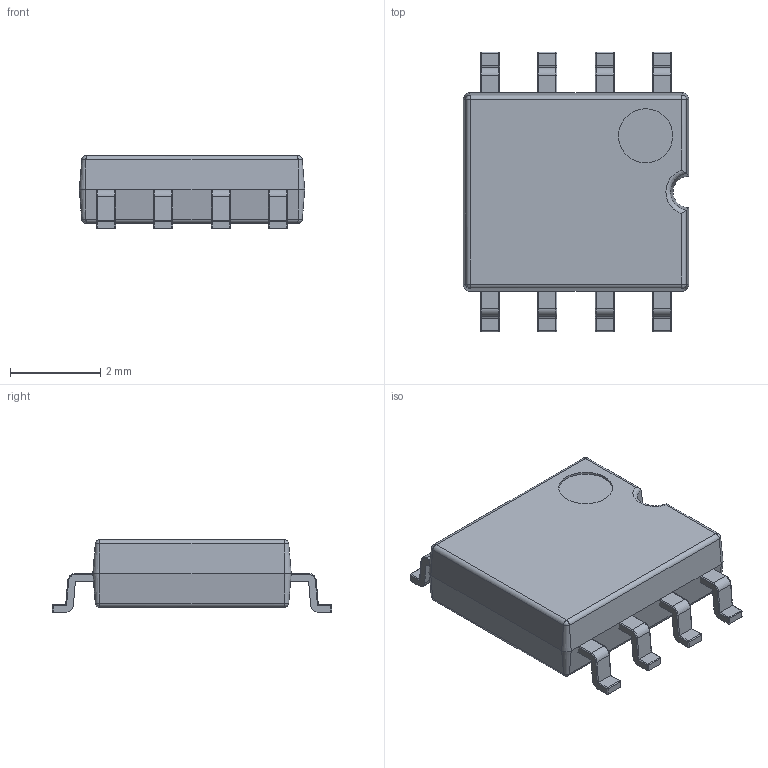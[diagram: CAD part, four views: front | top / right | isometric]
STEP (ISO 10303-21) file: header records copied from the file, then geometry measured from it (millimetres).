
FILE_DESCRIPTION(('STEP AP214'),'1');
FILE_NAME('70521819.stp','2018-08-03T18:07:33',('TraceParts'),('TraceParts S.A.'),'Spatial InterOp 3D',' ',' ');
FILE_SCHEMA(('automotive_design'));
Length unit declared in the file: millimetre
Products named in the file (6): 70521819_1; 70521819_2; 70521819_3; 70521819_4; 70521819_5; 70521819_6
Bounding box: 5 x 6.2 x 1.61 mm (x, y, z)
Volume: 33.7 mm3; surface area: 146.4 mm2
Topology: 6 solids, 6 shells, 217 faces, 512 edges, 284 vertices
Faces by surface type: cylinder 92, plane 71, bspline 42, cone 12
Entity records: 8785 total; most frequent: CARTESIAN_POINT 2323, ORIENTED_EDGE 976, DIRECTION 932, EDGE_CURVE 488, AXIS2_PLACEMENT_3D 329, VERTEX_POINT 284, LINE 274, VECTOR 274
